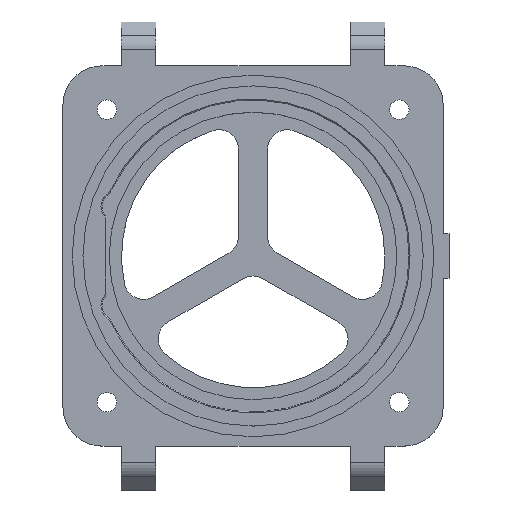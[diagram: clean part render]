
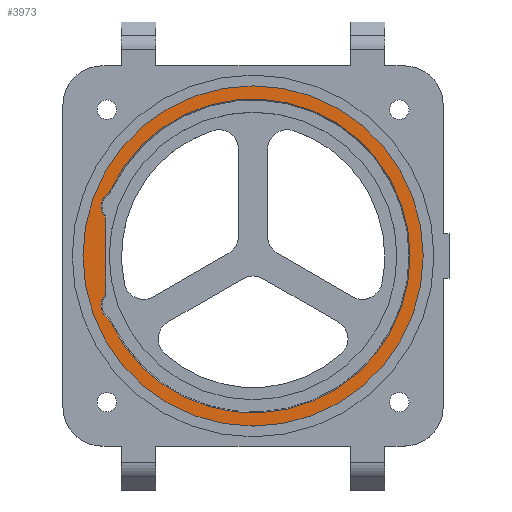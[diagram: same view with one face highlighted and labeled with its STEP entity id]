
A CAD part, top view. The second image highlights one B-rep face of the part: STEP entity #3973.
In plain terms, the highlighted planar face has unit normal (0, 0, 1).
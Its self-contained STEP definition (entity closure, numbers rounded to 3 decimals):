
#102 = DIRECTION ( 'NONE',  ( 0., 0., 1. ) ) ;
#114 = CARTESIAN_POINT ( 'NONE',  ( 5.5, 24.568, 4. ) ) ;
#132 = DIRECTION ( 'NONE',  ( -1., 0., 0. ) ) ;
#195 = EDGE_CURVE ( 'NONE', #3709, #2964, #2043, .T. ) ;
#228 = ORIENTED_EDGE ( 'NONE', *, *, #1225, .T. ) ;
#259 = ORIENTED_EDGE ( 'NONE', *, *, #3391, .T. ) ;
#333 = VERTEX_POINT ( 'NONE', #1199 ) ;
#374 = EDGE_CURVE ( 'NONE', #449, #4253, #2751, .T. ) ;
#387 = ORIENTED_EDGE ( 'NONE', *, *, #4000, .T. ) ;
#448 = CARTESIAN_POINT ( 'NONE',  ( 0., 0., 4. ) ) ;
#449 = VERTEX_POINT ( 'NONE', #3376 ) ;
#550 = CARTESIAN_POINT ( 'NONE',  ( 19.5, 19.5, 4. ) ) ;
#573 = DIRECTION ( 'NONE',  ( -1., 0., 0. ) ) ;
#575 = DIRECTION ( 'NONE',  ( 0., 0., -1. ) ) ;
#677 = DIRECTION ( 'NONE',  ( -1., 0., 0. ) ) ;
#690 = AXIS2_PLACEMENT_3D ( 'NONE', #550, #102, #855 ) ;
#742 = ORIENTED_EDGE ( 'NONE', *, *, #195, .T. ) ;
#807 = DIRECTION ( 'NONE',  ( 0., 0., -1. ) ) ;
#810 = DIRECTION ( 'NONE',  ( 0., 0., -1. ) ) ;
#818 = CARTESIAN_POINT ( 'NONE',  ( 19.5, 19.5, 4. ) ) ;
#855 = DIRECTION ( 'NONE',  ( 1., 0., 0. ) ) ;
#1044 = DIRECTION ( 'NONE',  ( -1., 0., 0. ) ) ;
#1046 = LINE ( 'NONE', #4126, #3862 ) ;
#1199 = CARTESIAN_POINT ( 'NONE',  ( 4.4, 23.406, 4. ) ) ;
#1209 = DIRECTION ( 'NONE',  ( 0., 0., -1. ) ) ;
#1225 = EDGE_CURVE ( 'NONE', #3903, #1773, #3962, .T. ) ;
#1256 = ORIENTED_EDGE ( 'NONE', *, *, #3299, .T. ) ;
#1259 = CARTESIAN_POINT ( 'NONE',  ( 4.4, 15.594, 4. ) ) ;
#1308 = EDGE_LOOP ( 'NONE', ( #387, #228 ) ) ;
#1569 = ORIENTED_EDGE ( 'NONE', *, *, #3405, .T. ) ;
#1608 = CARTESIAN_POINT ( 'NONE',  ( 3.255, 11.747, 4. ) ) ;
#1637 = ORIENTED_EDGE ( 'NONE', *, *, #374, .T. ) ;
#1642 = EDGE_LOOP ( 'NONE', ( #1256, #1723, #2134, #1637, #1569, #742, #259 ) ) ;
#1660 = EDGE_CURVE ( 'NONE', #333, #449, #2270, .T. ) ;
#1670 = CARTESIAN_POINT ( 'NONE',  ( 2.05, 19.5, 4. ) ) ;
#1693 = DIRECTION ( 'NONE',  ( 0., 1., 0. ) ) ;
#1723 = ORIENTED_EDGE ( 'NONE', *, *, #3834, .T. ) ;
#1773 = VERTEX_POINT ( 'NONE', #3989 ) ;
#1814 = CIRCLE ( 'NONE', #4292, 16.1 ) ;
#1883 = AXIS2_PLACEMENT_3D ( 'NONE', #1608, #2966, #2278 ) ;
#1889 = CARTESIAN_POINT ( 'NONE',  ( 35.6, 19.5, 4. ) ) ;
#2043 = CIRCLE ( 'NONE', #3527, 16.1 ) ;
#2044 = CARTESIAN_POINT ( 'NONE',  ( 3.255, 27.253, 4. ) ) ;
#2054 = AXIS2_PLACEMENT_3D ( 'NONE', #818, #3547, #2838 ) ;
#2092 = CIRCLE ( 'NONE', #3023, 1.6 ) ;
#2108 = FACE_OUTER_BOUND ( 'NONE', #1308, .T. ) ;
#2134 = ORIENTED_EDGE ( 'NONE', *, *, #1660, .T. ) ;
#2270 = CIRCLE ( 'NONE', #3338, 1.6 ) ;
#2278 = DIRECTION ( 'NONE',  ( -1., 0., 0. ) ) ;
#2297 = CARTESIAN_POINT ( 'NONE',  ( 19.5, 19.5, 4. ) ) ;
#2450 = CARTESIAN_POINT ( 'NONE',  ( 4.97, 26.435, 4. ) ) ;
#2545 = DIRECTION ( 'NONE',  ( -1., 0., 0. ) ) ;
#2570 = CARTESIAN_POINT ( 'NONE',  ( 4.97, 12.565, 4. ) ) ;
#2584 = CARTESIAN_POINT ( 'NONE',  ( 19.5, 19.5, 4. ) ) ;
#2603 = AXIS2_PLACEMENT_3D ( 'NONE', #448, #575, #3279 ) ;
#2670 = CIRCLE ( 'NONE', #1883, 1.9 ) ;
#2751 = CIRCLE ( 'NONE', #4234, 1.9 ) ;
#2838 = DIRECTION ( 'NONE',  ( 1., 0., 0. ) ) ;
#2895 = PLANE ( 'NONE',  #2603 ) ;
#2964 = VERTEX_POINT ( 'NONE', #2570 ) ;
#2966 = DIRECTION ( 'NONE',  ( 0., 0., 1. ) ) ;
#3023 = AXIS2_PLACEMENT_3D ( 'NONE', #3473, #807, #132 ) ;
#3036 = VERTEX_POINT ( 'NONE', #1259 ) ;
#3150 = FACE_BOUND ( 'NONE', #1642, .T. ) ;
#3278 = CARTESIAN_POINT ( 'NONE',  ( 4.474, 13.205, 4. ) ) ;
#3279 = DIRECTION ( 'NONE',  ( -1., 0., 0. ) ) ;
#3299 = EDGE_CURVE ( 'NONE', #3432, #3036, #2092, .T. ) ;
#3338 = AXIS2_PLACEMENT_3D ( 'NONE', #114, #810, #2545 ) ;
#3376 = CARTESIAN_POINT ( 'NONE',  ( 4.474, 25.795, 4. ) ) ;
#3391 = EDGE_CURVE ( 'NONE', #2964, #3432, #2670, .T. ) ;
#3405 = EDGE_CURVE ( 'NONE', #4253, #3709, #1814, .T. ) ;
#3432 = VERTEX_POINT ( 'NONE', #3278 ) ;
#3473 = CARTESIAN_POINT ( 'NONE',  ( 5.5, 14.432, 4. ) ) ;
#3514 = CIRCLE ( 'NONE', #690, 17.45 ) ;
#3527 = AXIS2_PLACEMENT_3D ( 'NONE', #2297, #3650, #677 ) ;
#3547 = DIRECTION ( 'NONE',  ( 0., 0., 1. ) ) ;
#3650 = DIRECTION ( 'NONE',  ( 0., 0., -1. ) ) ;
#3709 = VERTEX_POINT ( 'NONE', #1889 ) ;
#3834 = EDGE_CURVE ( 'NONE', #3036, #333, #1046, .T. ) ;
#3862 = VECTOR ( 'NONE', #1693, 1000. ) ;
#3903 = VERTEX_POINT ( 'NONE', #1670 ) ;
#3962 = CIRCLE ( 'NONE', #2054, 17.45 ) ;
#3973 = ADVANCED_FACE ( 'NONE', ( #3150, #2108 ), #2895, .F. ) ;
#3989 = CARTESIAN_POINT ( 'NONE',  ( 36.95, 19.5, 4. ) ) ;
#4000 = EDGE_CURVE ( 'NONE', #1773, #3903, #3514, .T. ) ;
#4126 = CARTESIAN_POINT ( 'NONE',  ( 4.4, 0., 4. ) ) ;
#4234 = AXIS2_PLACEMENT_3D ( 'NONE', #2044, #4374, #1044 ) ;
#4253 = VERTEX_POINT ( 'NONE', #2450 ) ;
#4292 = AXIS2_PLACEMENT_3D ( 'NONE', #2584, #1209, #573 ) ;
#4374 = DIRECTION ( 'NONE',  ( 0., 0., 1. ) ) ;
